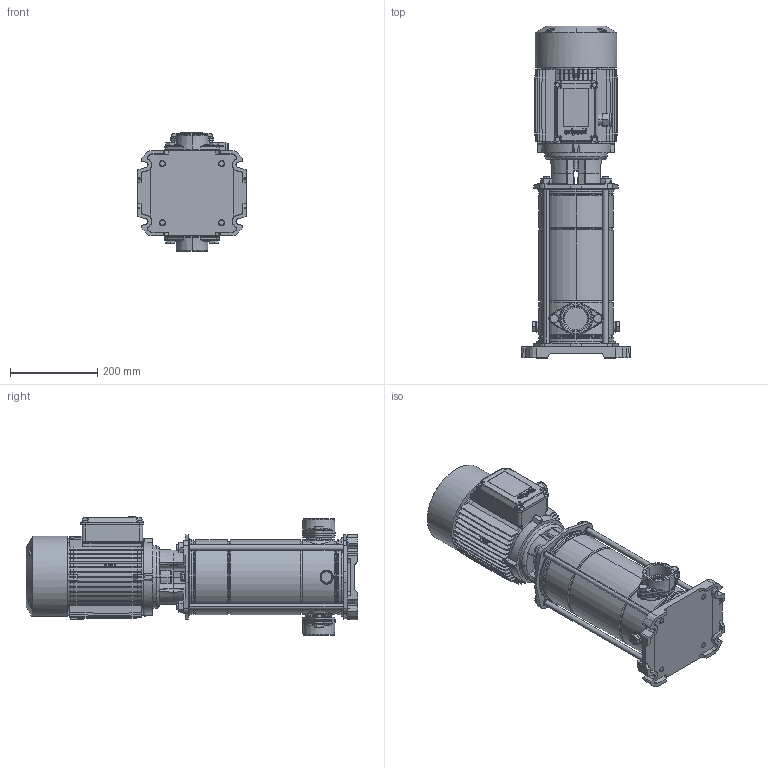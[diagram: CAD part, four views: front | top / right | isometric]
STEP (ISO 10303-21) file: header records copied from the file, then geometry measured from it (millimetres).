
FILE_DESCRIPTION (( 'STEP AP214' ), '1' );
FILE_NAME ('10009890swa01.step', '2022-11-08T10:33:31', ( '' ), ( '' ), 'SwSTEP 2.0', 'SolidWorks 2020', '' );
FILE_SCHEMA (( 'AUTOMOTIVE_DESIGN' ));
Length unit declared in the file: millimetre
Products named in the file (11): 10007571swp00_90 SZ VERT; 3.92.244swp01_Semplificato; 4.92.223swp02_M14 X 405; 4.92.228swp01_C20 ZINCATO; 10009804swp00_Default<As Machined>; 10007670swn00_M25x1.5; 10008798swn00_OR3243 - 61.6x2.62 - EPDM; 3.92.280swp01_2004 Sempl.; 10000006swn00_M14 õ; 10000016swn00_M12x25 8.8; 10009890swa01
Assembly tree (21 placements, depth 2):
  10009890swa01
    3.92.244swp01_Semplificato
    3.92.280swp01_2004 Sempl.
    4.92.223swp02_M14 X 405  x4
    10009804swp00_Default<As Machined>
    10007571swp00_90 SZ VERT
    10007670swn00_M25x1.5
    10000006swn00_M14 õ  x4
    10008798swn00_OR3243 - 61.6x2.62 - EPDM  x2
    4.92.228swp01_C20 ZINCATO  x2
    10000016swn00_M12x25 8.8  x4
Bounding box: 250 x 762.1 x 273.2 mm (x, y, z)
Volume: 18325239.9 mm3; surface area: 1359158.7 mm2
Topology: 49 solids, 50 shells, 2504 faces, 6301 edges, 3944 vertices
Faces by surface type: plane 1231, cone 501, cylinder 456, bspline 228, torus 80, sphere 8
Entity records: 75828 total; most frequent: CARTESIAN_POINT 22291, ORIENTED_EDGE 11318, DIRECTION 10171, EDGE_CURVE 5659, VERTEX_POINT 3617, AXIS2_PLACEMENT_3D 3513, VECTOR 3145, LINE 3145
